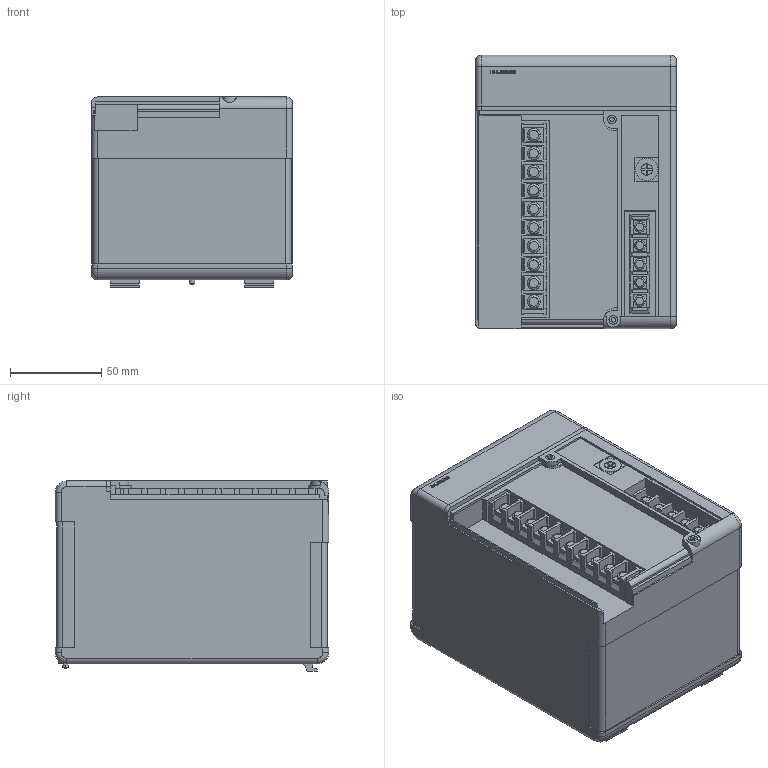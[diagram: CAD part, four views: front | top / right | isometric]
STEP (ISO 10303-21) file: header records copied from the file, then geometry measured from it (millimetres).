
FILE_DESCRIPTION (( 'STEP AP214' ), '1' );
FILE_NAME ('D4-RSDC.step', '2014-09-23T18:05:40', ( '' ), ( '' ), 'SwSTEP 2.0', 'SolidWorks 2014', '' );
FILE_SCHEMA (( 'AUTOMOTIVE_DESIGN' ));
Length unit declared in the file: inch
Products named in the file (1): D4-RSDC
Bounding box: 110.24 x 149.99 x 104.29 mm (x, y, z)
Volume: 1529464.6 mm3; surface area: 102785.6 mm2
Topology: 2 solids, 2 shells, 699 faces, 1841 edges, 1211 vertices
Faces by surface type: plane 529, cylinder 83, bspline 46, torus 39, cone 2
Entity records: 30124 total; most frequent: CARTESIAN_POINT 6513, ORIENTED_EDGE 3682, DIRECTION 3285, EDGE_CURVE 1841, LINE 1507, VECTOR 1507, VERTEX_POINT 1211, AXIS2_PLACEMENT_3D 889
